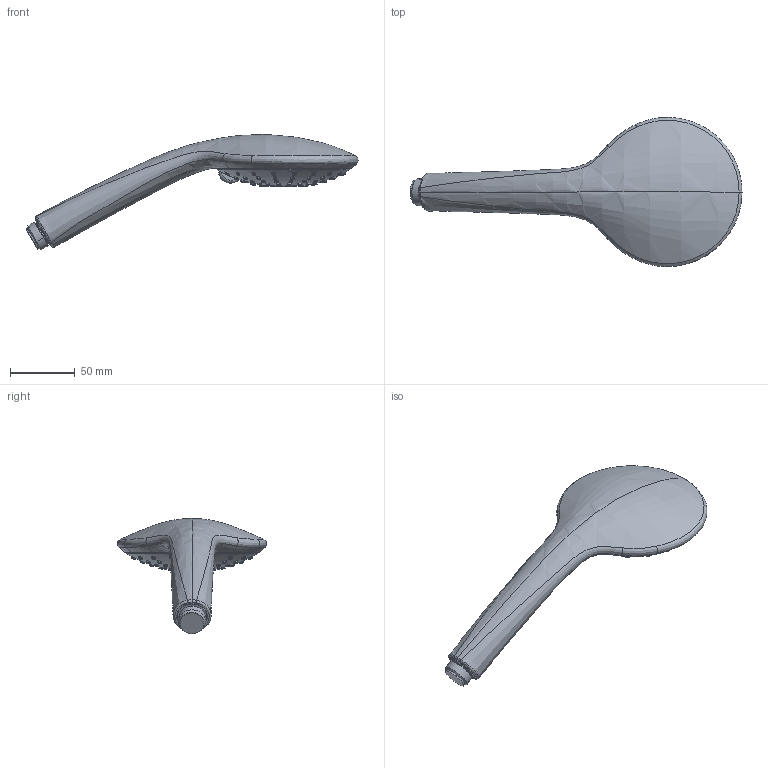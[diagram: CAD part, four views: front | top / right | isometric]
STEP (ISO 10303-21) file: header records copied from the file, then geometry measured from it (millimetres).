
FILE_DESCRIPTION(/* description */ ('AP214 STEP file'),/* implementation_level */ '2;1');
FILE_NAME(/* name */ '27220000_out.stp',/* time_stamp */ '2025-06-18T15:00:11+02:00',/* author */ (''),/* organization */ (''),/* preprocessor_version */ 'ST-DEVELOPER v18.1',/* originating_system */ 'Elysium Co. Ltd. STEP Translator v8.3.0.0',/* authorisation */ '');
FILE_SCHEMA (('AUTOMOTIVE_DESIGN { 1 0 10303 214 3 1 1 }'));
Products named in the file (1): 27220000_extract
Bounding box: 255.82 x 114.91 x 88.75 mm (x, y, z)
Volume: 294049.5 mm3; surface area: 58878.9 mm2
Topology: 1 solids, 1 shells, 821 faces, 2208 edges, 1546 vertices
Faces by surface type: bspline 565, cylinder 68, plane 67, torus 66, cone 26, extrusion 24, sphere 5
Entity records: 67701 total; most frequent: CARTESIAN_POINT 45163, ORIENTED_EDGE 4416, EDGE_CURVE 2208, STYLED_ITEM 1642, VERTEX_POINT 1546, B_SPLINE_CURVE_WITH_KNOTS 1539, EDGE_LOOP 982, ADVANCED_FACE 821
